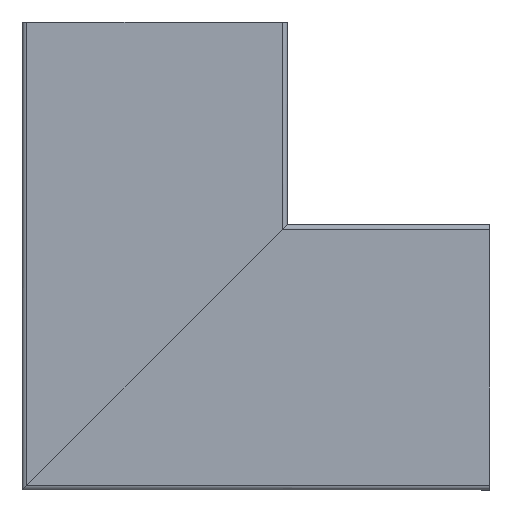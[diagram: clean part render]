
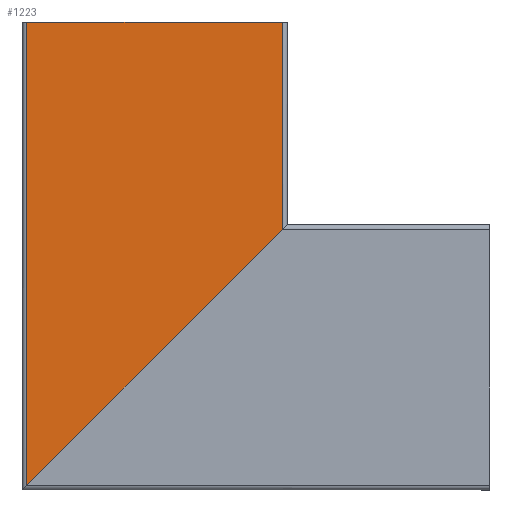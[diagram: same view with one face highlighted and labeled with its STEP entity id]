
A CAD part, front view. The second image highlights one B-rep face of the part: STEP entity #1223.
In plain terms, the highlighted planar face has unit normal (0, -1, 0).
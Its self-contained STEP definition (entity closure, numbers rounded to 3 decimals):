
#316 = VERTEX_POINT ( 'NONE', #727 ) ;
#384 = VECTOR ( 'NONE', #1473, 1000. ) ;
#463 = LINE ( 'NONE', #2645, #384 ) ;
#487 = ORIENTED_EDGE ( 'NONE', *, *, #2600, .F. ) ;
#551 = CARTESIAN_POINT ( 'NONE',  ( 82., -70., 300. ) ) ;
#552 = VECTOR ( 'NONE', #2051, 1000. ) ;
#575 = EDGE_CURVE ( 'NONE', #3649, #971, #1411, .T. ) ;
#599 = CARTESIAN_POINT ( 'NONE',  ( 85., -70., 170. ) ) ;
#607 = CARTESIAN_POINT ( 'NONE',  ( -82., -70., 300. ) ) ;
#727 = CARTESIAN_POINT ( 'NONE',  ( -82., -70., 3. ) ) ;
#782 = DIRECTION ( 'NONE',  ( 1., 0., 0. ) ) ;
#849 = LINE ( 'NONE', #2814, #2342 ) ;
#870 = EDGE_LOOP ( 'NONE', ( #3268, #2546, #1263, #487 ) ) ;
#937 = EDGE_CURVE ( 'NONE', #2459, #316, #463, .T. ) ;
#971 = VERTEX_POINT ( 'NONE', #2861 ) ;
#1223 = ADVANCED_FACE ( 'NONE', ( #3211 ), #3497, .F. ) ;
#1263 = ORIENTED_EDGE ( 'NONE', *, *, #575, .F. ) ;
#1280 = DIRECTION ( 'NONE',  ( 0.707, 0., 0.707 ) ) ;
#1411 = LINE ( 'NONE', #551, #552 ) ;
#1473 = DIRECTION ( 'NONE',  ( 0., 0., -1. ) ) ;
#2036 = AXIS2_PLACEMENT_3D ( 'NONE', #607, #2308, #2194 ) ;
#2051 = DIRECTION ( 'NONE',  ( 0., 0., -1. ) ) ;
#2068 = CARTESIAN_POINT ( 'NONE',  ( 82., -70., 300. ) ) ;
#2194 = DIRECTION ( 'NONE',  ( 0., 0., 1. ) ) ;
#2308 = DIRECTION ( 'NONE',  ( 0., 1., 0. ) ) ;
#2342 = VECTOR ( 'NONE', #782, 1000. ) ;
#2459 = VERTEX_POINT ( 'NONE', #2839 ) ;
#2546 = ORIENTED_EDGE ( 'NONE', *, *, #2684, .T. ) ;
#2600 = EDGE_CURVE ( 'NONE', #2459, #3649, #849, .T. ) ;
#2645 = CARTESIAN_POINT ( 'NONE',  ( -82., -70., 300. ) ) ;
#2684 = EDGE_CURVE ( 'NONE', #316, #971, #3435, .T. ) ;
#2755 = VECTOR ( 'NONE', #1280, 1000. ) ;
#2814 = CARTESIAN_POINT ( 'NONE',  ( -82., -70., 300. ) ) ;
#2839 = CARTESIAN_POINT ( 'NONE',  ( -82., -70., 300. ) ) ;
#2861 = CARTESIAN_POINT ( 'NONE',  ( 82., -70., 167. ) ) ;
#3211 = FACE_OUTER_BOUND ( 'NONE', #870, .T. ) ;
#3268 = ORIENTED_EDGE ( 'NONE', *, *, #937, .T. ) ;
#3435 = LINE ( 'NONE', #599, #2755 ) ;
#3497 = PLANE ( 'NONE',  #2036 ) ;
#3649 = VERTEX_POINT ( 'NONE', #2068 ) ;
